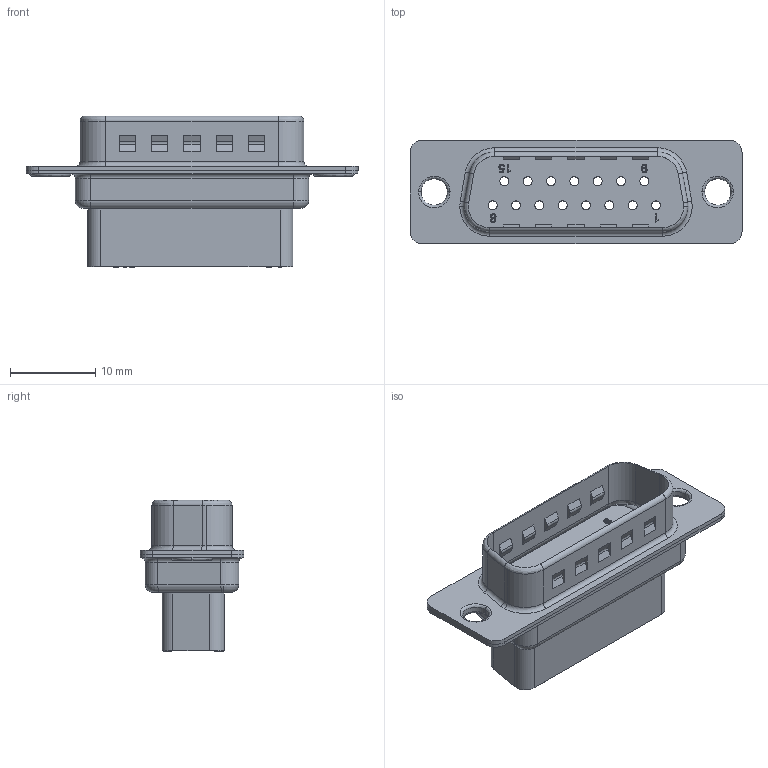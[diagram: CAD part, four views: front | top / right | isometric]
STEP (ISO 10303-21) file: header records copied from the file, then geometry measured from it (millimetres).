
FILE_DESCRIPTION (( 'STEP AP214' ), '1' );
FILE_NAME ('211-MS15-HV-V2.step', '2025-02-18T08:06:57', ( '' ), ( '' ), 'SwSTEP 2.0', 'SolidWorks 2022', '' );
FILE_SCHEMA (( 'AUTOMOTIVE_DESIGN' ));
Length unit declared in the file: millimetre
Products named in the file (7): 61150B; 03152T; 13151TN; 211-MS15-HV-V2
Assembly tree (6 placements, depth 3):
  211-MS15-HV-V2
    03152T
      03152T
    13151TN
      13151TN
    61150B
      61150B
Bounding box: 39 x 12.2 x 17.84 mm (x, y, z)
Volume: 2128 mm3; surface area: 4693.5 mm2
Topology: 3 solids, 3 shells, 631 faces, 1572 edges, 1020 vertices
Faces by surface type: plane 215, cylinder 197, bspline 165, cone 30, torus 24
Entity records: 28029 total; most frequent: CARTESIAN_POINT 6410, ORIENTED_EDGE 3144, DIRECTION 2711, EDGE_CURVE 1572, VERTEX_POINT 1020, AXIS2_PLACEMENT_3D 971, LINE 769, VECTOR 769
